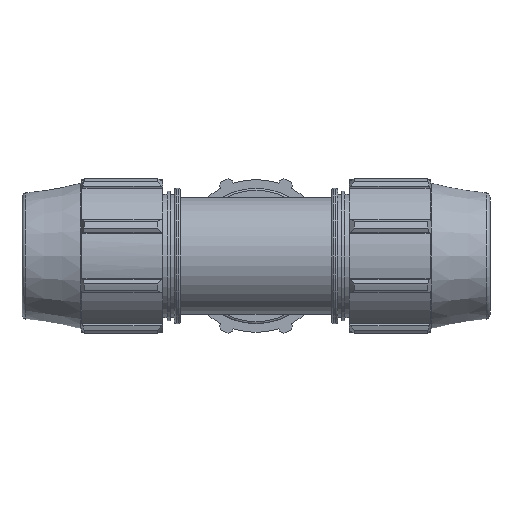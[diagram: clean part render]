
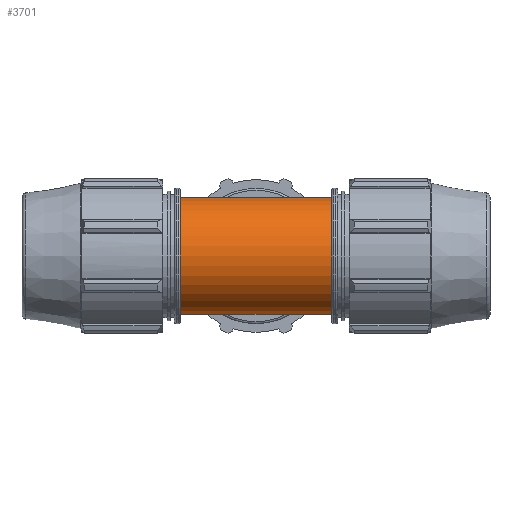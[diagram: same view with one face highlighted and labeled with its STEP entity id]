
A CAD part, front view. The second image highlights one B-rep face of the part: STEP entity #3701.
In plain terms, the highlighted cylindrical face has radius 54.862 mm (diameter 109.725 mm), a full revolution.
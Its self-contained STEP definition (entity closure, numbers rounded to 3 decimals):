
#823=CYLINDRICAL_SURFACE('',#3954,54.863);
#904=FACE_BOUND('',#1398,.T.);
#905=FACE_BOUND('',#1399,.T.);
#955=CIRCLE('',#3919,54.863);
#961=CIRCLE('',#3930,54.863);
#1153=FACE_OUTER_BOUND('',#1397,.T.);
#1397=EDGE_LOOP('',(#2627));
#1398=EDGE_LOOP('',(#2628,#2629));
#1399=EDGE_LOOP('',(#2630));
#1652=ELLIPSE('',#3910,80.832,54.863);
#1654=ELLIPSE('',#3912,80.832,54.863);
#1657=VERTEX_POINT('',#5476);
#1658=VERTEX_POINT('',#5477);
#1662=VERTEX_POINT('',#5561);
#1668=VERTEX_POINT('',#5578);
#2042=EDGE_CURVE('',#1658,#1657,#1652,.T.);
#2044=EDGE_CURVE('',#1657,#1658,#1654,.T.);
#2048=EDGE_CURVE('',#1662,#1662,#955,.T.);
#2054=EDGE_CURVE('',#1668,#1668,#961,.T.);
#2627=ORIENTED_EDGE('',*,*,#2054,.F.);
#2628=ORIENTED_EDGE('',*,*,#2044,.F.);
#2629=ORIENTED_EDGE('',*,*,#2042,.F.);
#2630=ORIENTED_EDGE('',*,*,#2048,.F.);
#3701=ADVANCED_FACE('',(#1153,#904,#905),#823,.T.);
#3910=AXIS2_PLACEMENT_3D('',#5479,#4315,#4316);
#3912=AXIS2_PLACEMENT_3D('',#5551,#4319,#4320);
#3919=AXIS2_PLACEMENT_3D('',#5562,#4333,#4334);
#3930=AXIS2_PLACEMENT_3D('',#5579,#4355,#4356);
#3954=AXIS2_PLACEMENT_3D('',#5616,#4403,#4404);
#4315=DIRECTION('center_axis',(0.679,0.734,0.));
#4316=DIRECTION('ref_axis',(-0.734,0.679,0.));
#4319=DIRECTION('center_axis',(-0.679,0.734,0.));
#4320=DIRECTION('ref_axis',(0.734,0.679,0.));
#4333=DIRECTION('center_axis',(1.,0.,0.));
#4334=DIRECTION('ref_axis',(0.,0.,-1.));
#4355=DIRECTION('center_axis',(-1.,0.,0.));
#4356=DIRECTION('ref_axis',(0.,0.,-1.));
#4403=DIRECTION('center_axis',(1.,0.,0.));
#4404=DIRECTION('ref_axis',(0.,1.,0.));
#5476=CARTESIAN_POINT('',(0.,0.,54.863));
#5477=CARTESIAN_POINT('',(0.,0.,-54.863));
#5479=CARTESIAN_POINT('Origin',(0.,0.,0.));
#5551=CARTESIAN_POINT('Origin',(0.,0.,0.));
#5561=CARTESIAN_POINT('',(71.,54.863,0.));
#5562=CARTESIAN_POINT('Origin',(71.,0.,0.));
#5578=CARTESIAN_POINT('',(-71.,-54.863,0.));
#5579=CARTESIAN_POINT('Origin',(-71.,0.,
0.));
#5616=CARTESIAN_POINT('Origin',(62.75,0.,0.));
